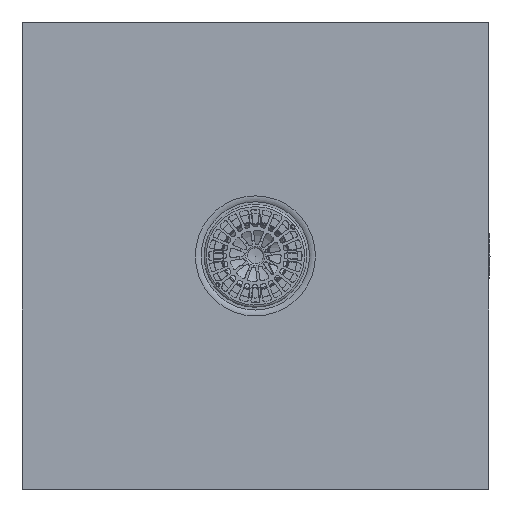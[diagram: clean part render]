
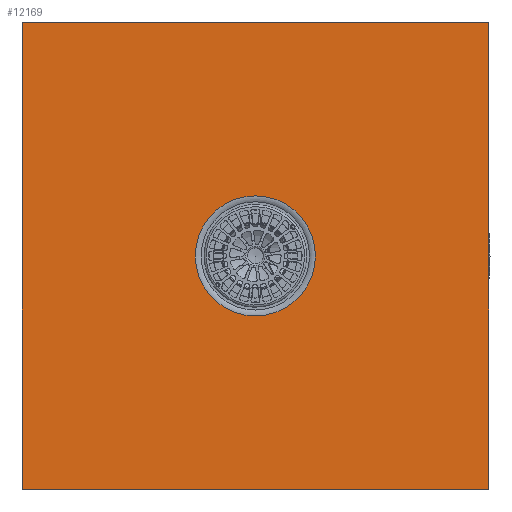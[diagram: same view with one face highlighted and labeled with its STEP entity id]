
A CAD part, top view. The second image highlights one B-rep face of the part: STEP entity #12169.
In plain terms, the highlighted planar face has unit normal (0, 0, 1).
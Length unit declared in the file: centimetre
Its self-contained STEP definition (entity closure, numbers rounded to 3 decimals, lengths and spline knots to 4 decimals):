
#539=FACE_BOUND('',#3848,.T.);
#688=PLANE('',#13609);
#1601=LINE('',#25332,#2300);
#1605=LINE('',#25339,#2304);
#1608=LINE('',#25345,#2307);
#1609=LINE('',#25347,#2308);
#2300=VECTOR('',#17035,1.);
#2304=VECTOR('',#17041,1.);
#2307=VECTOR('',#17046,1.);
#2308=VECTOR('',#17049,1.);
#3071=FACE_OUTER_BOUND('',#3847,.T.);
#3847=EDGE_LOOP('',(#11131,#11132,#11133,#11134));
#3848=EDGE_LOOP('',(#11135));
#4672=CIRCLE('',#13579,64.3137);
#5829=VERTEX_POINT('',#25283);
#5844=VERTEX_POINT('',#25329);
#5845=VERTEX_POINT('',#25331);
#5847=VERTEX_POINT('',#25337);
#5849=VERTEX_POINT('',#25343);
#7600=EDGE_CURVE('',#5829,#5829,#4672,.T.);
#7623=EDGE_CURVE('',#5844,#5845,#1601,.T.);
#7627=EDGE_CURVE('',#5847,#5844,#1605,.T.);
#7630=EDGE_CURVE('',#5849,#5847,#1608,.T.);
#7631=EDGE_CURVE('',#5845,#5849,#1609,.T.);
#11131=ORIENTED_EDGE('',*,*,#7623,.F.);
#11132=ORIENTED_EDGE('',*,*,#7627,.F.);
#11133=ORIENTED_EDGE('',*,*,#7630,.F.);
#11134=ORIENTED_EDGE('',*,*,#7631,.F.);
#11135=ORIENTED_EDGE('',*,*,#7600,.T.);
#12169=ADVANCED_FACE('',(#3071,#539),#688,.F.);
#13579=AXIS2_PLACEMENT_3D('',#25284,#16975,#16976);
#13609=AXIS2_PLACEMENT_3D('',#25346,#17047,#17048);
#16975=DIRECTION('center_axis',(0.,0.,-1.));
#16976=DIRECTION('ref_axis',(1.,0.,0.));
#17035=DIRECTION('',(0.,-1.,0.));
#17041=DIRECTION('',(1.,0.,0.));
#17046=DIRECTION('',(0.,1.,0.));
#17047=DIRECTION('center_axis',(0.,0.,-1.));
#17048=DIRECTION('ref_axis',(-1.,0.,0.));
#17049=DIRECTION('',(-1.,0.,0.));
#25283=CARTESIAN_POINT('',(1371.0421,215.6928,170.3595));
#25284=CARTESIAN_POINT('Origin',(1371.0421,280.0065,170.3595));
#25329=CARTESIAN_POINT('',(1621.0421,530.0065,170.3595));
#25331=CARTESIAN_POINT('',(1621.0421,30.0065,170.3595));
#25332=CARTESIAN_POINT('',(1621.0421,280.0065,170.3595));
#25337=CARTESIAN_POINT('',(1121.0421,530.0065,170.3595));
#25339=CARTESIAN_POINT('',(1371.0421,530.0065,170.3595));
#25343=CARTESIAN_POINT('',(1121.0421,30.0065,170.3595));
#25345=CARTESIAN_POINT('',(1121.0421,280.0065,170.3595));
#25346=CARTESIAN_POINT('Origin',(1371.0421,280.0065,170.3595));
#25347=CARTESIAN_POINT('',(1371.0421,30.0065,170.3595));
